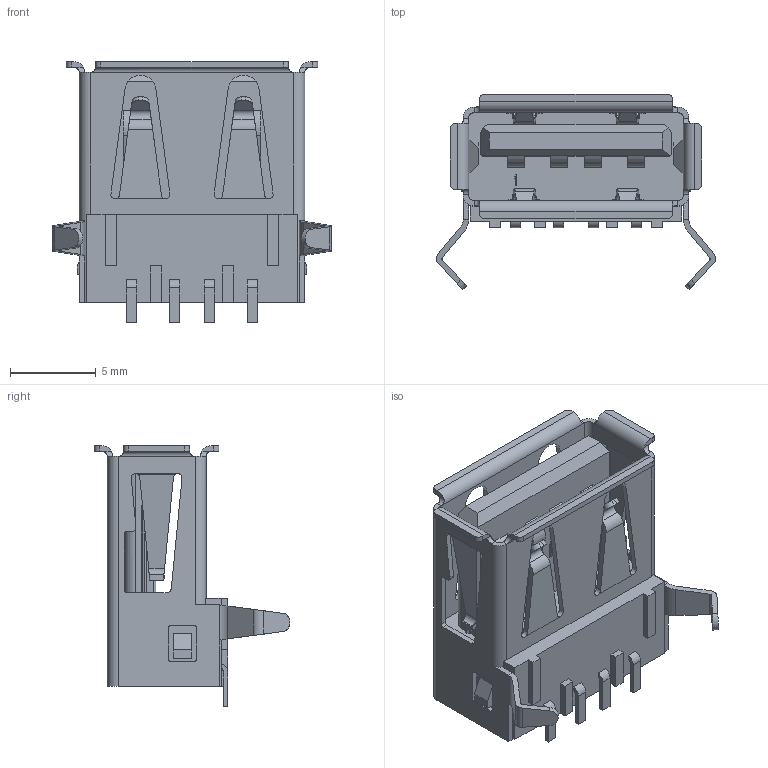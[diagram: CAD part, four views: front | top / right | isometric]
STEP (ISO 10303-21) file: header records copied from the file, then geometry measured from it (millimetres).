
FILE_DESCRIPTION((''),'2;1');
FILE_NAME('C-1-292303-1','2017-07-20T',('workeradm'),('Tyco Electronics Ltd.'),'CREO PARAMETRIC BY PTC INC, 2016050','CREO PARAMETRIC BY PTC INC, 2016050','');
FILE_SCHEMA(('AUTOMOTIVE_DESIGN { 1 0 10303 214 1 1 1 1 }'));
Length unit declared in the file: millimetre
Products named in the file (1): C-1-292303-1
Bounding box: 16.23 x 11.37 x 15.16 mm (x, y, z)
Volume: 708.6 mm3; surface area: 1307.7 mm2
Topology: 1 solids, 1 shells, 355 faces, 981 edges, 638 vertices
Faces by surface type: plane 219, cylinder 130, bspline 6
Entity records: 12618 total; most frequent: CARTESIAN_POINT 3511, ORIENTED_EDGE 1962, DIRECTION 1695, EDGE_CURVE 981, VECTOR 685, LINE 685, VERTEX_POINT 638, AXIS2_PLACEMENT_3D 505
